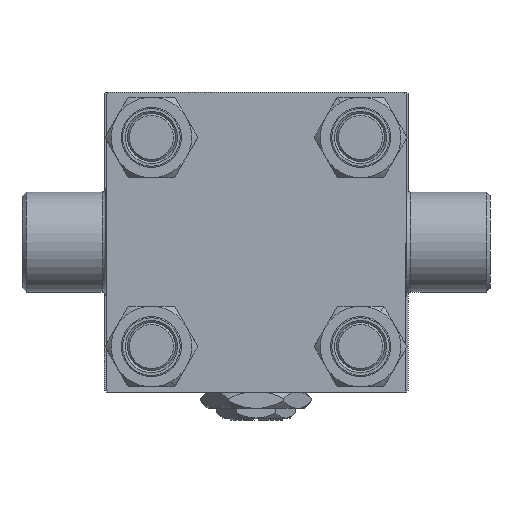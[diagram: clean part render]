
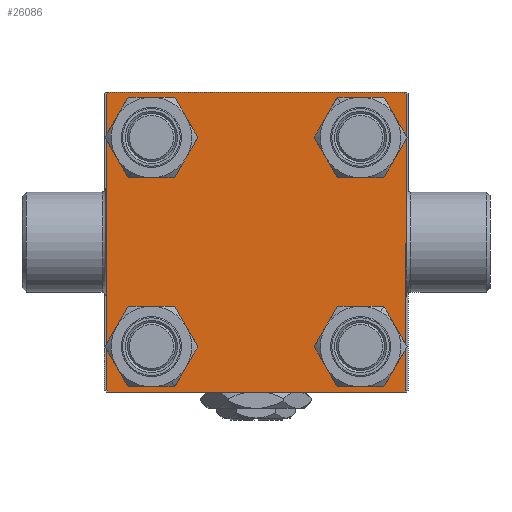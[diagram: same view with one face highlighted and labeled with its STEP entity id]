
A CAD part, left-side view. The second image highlights one B-rep face of the part: STEP entity #26086.
In plain terms, the highlighted planar face has unit normal (-1, 0, 0).
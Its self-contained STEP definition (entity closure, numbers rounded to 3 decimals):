
#563 = ORIENTED_EDGE ( 'NONE', *, *, #2590, .T. ) ;
#601 = FACE_OUTER_BOUND ( 'NONE', #32512, .T. ) ;
#718 = CIRCLE ( 'NONE', #7066, 6.5 ) ;
#1027 = DIRECTION ( 'NONE',  ( 1., 0., 0. ) ) ;
#1156 = DIRECTION ( 'NONE',  ( 0., 0., 1. ) ) ;
#1399 = DIRECTION ( 'NONE',  ( 1., 0., 0. ) ) ;
#1504 = AXIS2_PLACEMENT_3D ( 'NONE', #13424, #24812, #6722 ) ;
#1753 = AXIS2_PLACEMENT_3D ( 'NONE', #27660, #1399, #1156 ) ;
#2011 = ORIENTED_EDGE ( 'NONE', *, *, #13681, .T. ) ;
#2048 = CIRCLE ( 'NONE', #13942, 6.5 ) ;
#2590 = EDGE_CURVE ( 'NONE', #38797, #9467, #48886, .T. ) ;
#2771 = ORIENTED_EDGE ( 'NONE', *, *, #38468, .F. ) ;
#3563 = DIRECTION ( 'NONE',  ( 0., 0., -1. ) ) ;
#3707 = DIRECTION ( 'NONE',  ( 0., 0., 1. ) ) ;
#3828 = FACE_BOUND ( 'NONE', #17384, .T. ) ;
#3969 = VERTEX_POINT ( 'NONE', #38565 ) ;
#4086 = VECTOR ( 'NONE', #46620, 1000. ) ;
#4570 = CARTESIAN_POINT ( 'NONE',  ( 0., 0., 0. ) ) ;
#4713 = ORIENTED_EDGE ( 'NONE', *, *, #26099, .T. ) ;
#4812 = FACE_BOUND ( 'NONE', #23606, .T. ) ;
#4847 = EDGE_CURVE ( 'NONE', #39447, #46863, #46244, .T. ) ;
#4977 = VERTEX_POINT ( 'NONE', #18942 ) ;
#5896 = AXIS2_PLACEMENT_3D ( 'NONE', #46867, #1027, #46378 ) ;
#6194 = EDGE_CURVE ( 'NONE', #36332, #44035, #28265, .T. ) ;
#6202 = CARTESIAN_POINT ( 'NONE',  ( 0., 26.15, 32.65 ) ) ;
#6407 = EDGE_CURVE ( 'NONE', #18181, #26827, #44452, .T. ) ;
#6617 = ORIENTED_EDGE ( 'NONE', *, *, #37219, .T. ) ;
#6703 = LINE ( 'NONE', #33699, #38657 ) ;
#6722 = DIRECTION ( 'NONE',  ( 0., 0., 1. ) ) ;
#7066 = AXIS2_PLACEMENT_3D ( 'NONE', #14472, #23111, #26344 ) ;
#7563 = FACE_BOUND ( 'NONE', #15654, .T. ) ;
#7866 = EDGE_CURVE ( 'NONE', #26827, #18181, #23118, .T. ) ;
#8157 = EDGE_CURVE ( 'NONE', #9467, #4977, #48202, .T. ) ;
#8623 = CARTESIAN_POINT ( 'NONE',  ( 0., 26.15, 19.65 ) ) ;
#9332 = CARTESIAN_POINT ( 'NONE',  ( 0., -37.25, -37.25 ) ) ;
#9356 = CARTESIAN_POINT ( 'NONE',  ( 0., -26.15, 26.15 ) ) ;
#9467 = VERTEX_POINT ( 'NONE', #28620 ) ;
#10479 = ORIENTED_EDGE ( 'NONE', *, *, #6194, .F. ) ;
#10580 = VECTOR ( 'NONE', #36478, 1000. ) ;
#11058 = CARTESIAN_POINT ( 'NONE',  ( 0., -37., 37.5 ) ) ;
#11158 = AXIS2_PLACEMENT_3D ( 'NONE', #38353, #27674, #22973 ) ;
#12193 = LINE ( 'NONE', #14747, #43910 ) ;
#12265 = FACE_BOUND ( 'NONE', #14165, .T. ) ;
#12600 = CIRCLE ( 'NONE', #40292, 6.5 ) ;
#13424 = CARTESIAN_POINT ( 'NONE',  ( 0., 26.15, -26.15 ) ) ;
#13583 = VECTOR ( 'NONE', #36077, 1000. ) ;
#13681 = EDGE_CURVE ( 'NONE', #14444, #44035, #21358, .T. ) ;
#13942 = AXIS2_PLACEMENT_3D ( 'NONE', #31075, #19199, #45461 ) ;
#14165 = EDGE_LOOP ( 'NONE', ( #27495, #29990 ) ) ;
#14345 = ORIENTED_EDGE ( 'NONE', *, *, #35330, .T. ) ;
#14444 = VERTEX_POINT ( 'NONE', #33570 ) ;
#14472 = CARTESIAN_POINT ( 'NONE',  ( 0., -26.15, 26.15 ) ) ;
#14747 = CARTESIAN_POINT ( 'NONE',  ( 0., 37.5, -37.5 ) ) ;
#15108 = CARTESIAN_POINT ( 'NONE',  ( 0., 26.15, 26.15 ) ) ;
#15236 = DIRECTION ( 'NONE',  ( 0., 0., 1. ) ) ;
#15654 = EDGE_LOOP ( 'NONE', ( #22428, #25070 ) ) ;
#15697 = CARTESIAN_POINT ( 'NONE',  ( 0., 37.5, 37.5 ) ) ;
#15995 = CARTESIAN_POINT ( 'NONE',  ( 0., -37.5, 37.5 ) ) ;
#16988 = LINE ( 'NONE', #15995, #40329 ) ;
#17023 = ORIENTED_EDGE ( 'NONE', *, *, #48727, .T. ) ;
#17384 = EDGE_LOOP ( 'NONE', ( #17023, #4713 ) ) ;
#18181 = VERTEX_POINT ( 'NONE', #6202 ) ;
#18786 = ORIENTED_EDGE ( 'NONE', *, *, #4847, .T. ) ;
#18942 = CARTESIAN_POINT ( 'NONE',  ( 0., 37., -37.5 ) ) ;
#19012 = EDGE_CURVE ( 'NONE', #4977, #39447, #12193, .T. ) ;
#19199 = DIRECTION ( 'NONE',  ( 1., 0., 0. ) ) ;
#19357 = CARTESIAN_POINT ( 'NONE',  ( 0., 37.5, 37. ) ) ;
#19691 = DIRECTION ( 'NONE',  ( -1., 0., 0. ) ) ;
#20273 = CARTESIAN_POINT ( 'NONE',  ( 0., -26.15, 32.65 ) ) ;
#20295 = DIRECTION ( 'NONE',  ( 0., 0.707, -0.707 ) ) ;
#21358 = LINE ( 'NONE', #28055, #10580 ) ;
#21462 = VERTEX_POINT ( 'NONE', #38768 ) ;
#21528 = AXIS2_PLACEMENT_3D ( 'NONE', #15108, #33953, #3707 ) ;
#21576 = ORIENTED_EDGE ( 'NONE', *, *, #42854, .T. ) ;
#22428 = ORIENTED_EDGE ( 'NONE', *, *, #6407, .T. ) ;
#22856 = CIRCLE ( 'NONE', #1504, 6.5 ) ;
#22973 = DIRECTION ( 'NONE',  ( 0., 0., 1. ) ) ;
#23111 = DIRECTION ( 'NONE',  ( 1., 0., 0. ) ) ;
#23118 = CIRCLE ( 'NONE', #1753, 6.5 ) ;
#23606 = EDGE_LOOP ( 'NONE', ( #6617, #21576 ) ) ;
#24666 = CARTESIAN_POINT ( 'NONE',  ( 0., -26.15, -19.65 ) ) ;
#24812 = DIRECTION ( 'NONE',  ( 1., 0., 0. ) ) ;
#25070 = ORIENTED_EDGE ( 'NONE', *, *, #7866, .T. ) ;
#26086 = ADVANCED_FACE ( 'NONE', ( #12265, #3828, #4812, #7563, #601 ), #27364, .T. ) ;
#26099 = EDGE_CURVE ( 'NONE', #3969, #47428, #2048, .T. ) ;
#26344 = DIRECTION ( 'NONE',  ( 0., 0., 1. ) ) ;
#26827 = VERTEX_POINT ( 'NONE', #8623 ) ;
#27364 = PLANE ( 'NONE',  #47154 ) ;
#27495 = ORIENTED_EDGE ( 'NONE', *, *, #33842, .T. ) ;
#27580 = CARTESIAN_POINT ( 'NONE',  ( 0., -37., -37.5 ) ) ;
#27660 = CARTESIAN_POINT ( 'NONE',  ( 0., 26.15, 26.15 ) ) ;
#27674 = DIRECTION ( 'NONE',  ( 1., 0., 0. ) ) ;
#28055 = CARTESIAN_POINT ( 'NONE',  ( 0., -37.25, 37.25 ) ) ;
#28157 = DIRECTION ( 'NONE',  ( 1., 0., 0. ) ) ;
#28265 = LINE ( 'NONE', #43169, #4086 ) ;
#28620 = CARTESIAN_POINT ( 'NONE',  ( 0., 37.5, -37. ) ) ;
#28997 = VERTEX_POINT ( 'NONE', #20273 ) ;
#29273 = VECTOR ( 'NONE', #3563, 1000. ) ;
#29368 = CARTESIAN_POINT ( 'NONE',  ( 0., 37.25, -37.25 ) ) ;
#29852 = DIRECTION ( 'NONE',  ( 0., -1., 0. ) ) ;
#29990 = ORIENTED_EDGE ( 'NONE', *, *, #37685, .T. ) ;
#31075 = CARTESIAN_POINT ( 'NONE',  ( 0., -26.15, -26.15 ) ) ;
#31749 = CARTESIAN_POINT ( 'NONE',  ( 0., 37., 37.5 ) ) ;
#32512 = EDGE_LOOP ( 'NONE', ( #563, #35621, #32992, #18786, #2771, #2011, #10479, #14345 ) ) ;
#32992 = ORIENTED_EDGE ( 'NONE', *, *, #19012, .T. ) ;
#33570 = CARTESIAN_POINT ( 'NONE',  ( 0., -37.5, 37. ) ) ;
#33699 = CARTESIAN_POINT ( 'NONE',  ( 0., 37.25, 37.25 ) ) ;
#33829 = DIRECTION ( 'NONE',  ( 0., -0.707, -0.707 ) ) ;
#33842 = EDGE_CURVE ( 'NONE', #28997, #43765, #12600, .T. ) ;
#33953 = DIRECTION ( 'NONE',  ( 1., 0., 0. ) ) ;
#35330 = EDGE_CURVE ( 'NONE', #36332, #38797, #6703, .T. ) ;
#35605 = DIRECTION ( 'NONE',  ( 0., 0., 1. ) ) ;
#35621 = ORIENTED_EDGE ( 'NONE', *, *, #8157, .T. ) ;
#36077 = DIRECTION ( 'NONE',  ( 0., -0.707, 0.707 ) ) ;
#36332 = VERTEX_POINT ( 'NONE', #31749 ) ;
#36478 = DIRECTION ( 'NONE',  ( 0., 0.707, 0.707 ) ) ;
#37219 = EDGE_CURVE ( 'NONE', #21462, #48019, #22856, .T. ) ;
#37403 = CARTESIAN_POINT ( 'NONE',  ( 0., -37.5, -37. ) ) ;
#37685 = EDGE_CURVE ( 'NONE', #43765, #28997, #718, .T. ) ;
#38353 = CARTESIAN_POINT ( 'NONE',  ( 0., 26.15, -26.15 ) ) ;
#38363 = CARTESIAN_POINT ( 'NONE',  ( 0., -26.15, 19.65 ) ) ;
#38468 = EDGE_CURVE ( 'NONE', #14444, #46863, #16988, .T. ) ;
#38565 = CARTESIAN_POINT ( 'NONE',  ( 0., -26.15, -32.65 ) ) ;
#38657 = VECTOR ( 'NONE', #20295, 1000. ) ;
#38768 = CARTESIAN_POINT ( 'NONE',  ( 0., 26.15, -19.65 ) ) ;
#38797 = VERTEX_POINT ( 'NONE', #19357 ) ;
#38808 = DIRECTION ( 'NONE',  ( 0., 0., -1. ) ) ;
#39447 = VERTEX_POINT ( 'NONE', #27580 ) ;
#39920 = CIRCLE ( 'NONE', #5896, 6.5 ) ;
#40292 = AXIS2_PLACEMENT_3D ( 'NONE', #9356, #28157, #35605 ) ;
#40329 = VECTOR ( 'NONE', #38808, 1000. ) ;
#40575 = VECTOR ( 'NONE', #33829, 1000. ) ;
#42854 = EDGE_CURVE ( 'NONE', #48019, #21462, #47580, .T. ) ;
#43169 = CARTESIAN_POINT ( 'NONE',  ( 0., 37.5, 37.5 ) ) ;
#43632 = CARTESIAN_POINT ( 'NONE',  ( 0., 26.15, -32.65 ) ) ;
#43765 = VERTEX_POINT ( 'NONE', #38363 ) ;
#43910 = VECTOR ( 'NONE', #29852, 1000. ) ;
#44035 = VERTEX_POINT ( 'NONE', #11058 ) ;
#44452 = CIRCLE ( 'NONE', #21528, 6.5 ) ;
#45461 = DIRECTION ( 'NONE',  ( 0., 0., 1. ) ) ;
#46244 = LINE ( 'NONE', #9332, #13583 ) ;
#46378 = DIRECTION ( 'NONE',  ( 0., 0., 1. ) ) ;
#46620 = DIRECTION ( 'NONE',  ( 0., -1., 0. ) ) ;
#46863 = VERTEX_POINT ( 'NONE', #37403 ) ;
#46867 = CARTESIAN_POINT ( 'NONE',  ( 0., -26.15, -26.15 ) ) ;
#47154 = AXIS2_PLACEMENT_3D ( 'NONE', #4570, #19691, #15236 ) ;
#47428 = VERTEX_POINT ( 'NONE', #24666 ) ;
#47580 = CIRCLE ( 'NONE', #11158, 6.5 ) ;
#48019 = VERTEX_POINT ( 'NONE', #43632 ) ;
#48202 = LINE ( 'NONE', #29368, #40575 ) ;
#48727 = EDGE_CURVE ( 'NONE', #47428, #3969, #39920, .T. ) ;
#48886 = LINE ( 'NONE', #15697, #29273 ) ;
